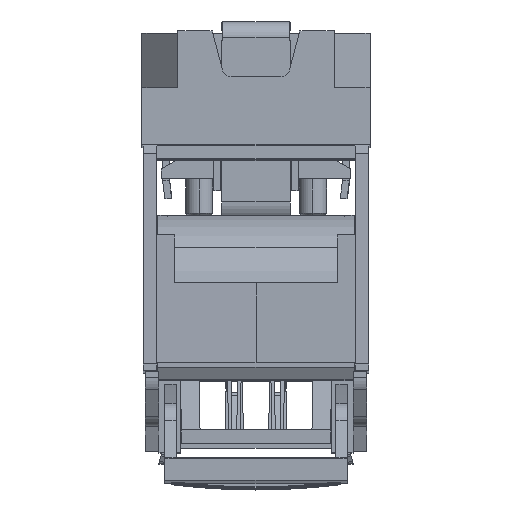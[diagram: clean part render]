
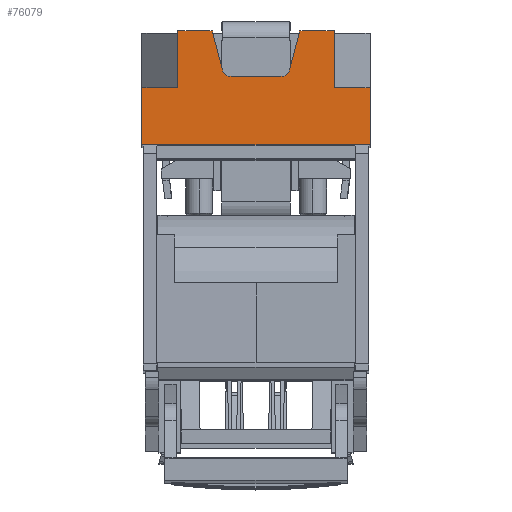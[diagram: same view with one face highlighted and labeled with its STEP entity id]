
A CAD part, top view. The second image highlights one B-rep face of the part: STEP entity #76079.
In plain terms, the highlighted planar face has unit normal (0, 0, 1).
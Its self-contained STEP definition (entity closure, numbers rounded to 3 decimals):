
#75931=AXIS2_PLACEMENT_3D('Plane Axis2P3D',#75928,#75929,#75930) ;
#75944=AXIS2_PLACEMENT_3D('Circle Axis2P3D',#75942,#75943,$) ;
#75958=AXIS2_PLACEMENT_3D('Circle Axis2P3D',#75956,#75957,$) ;
#71768=CARTESIAN_POINT('Vertex',(50.,-54.,277.5)) ;
#71771=CARTESIAN_POINT('Line Origine',(0.,-54.,277.5)) ;
#71775=CARTESIAN_POINT('Vertex',(-50.,-54.,277.5)) ;
#75889=CARTESIAN_POINT('Line Origine',(-50.,-29.,277.5)) ;
#75893=CARTESIAN_POINT('Vertex',(-50.,-29.,277.5)) ;
#75928=CARTESIAN_POINT('Axis2P3D Location',(0.,-4.,277.5)) ;
#75933=CARTESIAN_POINT('Line Origine',(16.811,-13.103,277.5)) ;
#75937=CARTESIAN_POINT('Vertex',(18.936,-5.171,277.5)) ;
#75939=CARTESIAN_POINT('Vertex',(14.685,-21.035,277.5)) ;
#75942=CARTESIAN_POINT('Axis2P3D Location',(10.822,-20.,277.5)) ;
#75946=CARTESIAN_POINT('Vertex',(10.822,-24.,277.5)) ;
#75949=CARTESIAN_POINT('Line Origine',(0.,-24.,277.5)) ;
#75953=CARTESIAN_POINT('Vertex',(-10.822,-24.,277.5)) ;
#75956=CARTESIAN_POINT('Axis2P3D Location',(-10.822,-20.,277.5)) ;
#75960=CARTESIAN_POINT('Vertex',(-14.685,-21.035,277.5)) ;
#75963=CARTESIAN_POINT('Line Origine',(-16.811,-13.103,277.5)) ;
#75967=CARTESIAN_POINT('Vertex',(-18.936,-5.171,277.5)) ;
#75970=CARTESIAN_POINT('Line Origine',(-18.936,-4.585,277.5)) ;
#75974=CARTESIAN_POINT('Vertex',(-18.936,-4.,277.5)) ;
#75977=CARTESIAN_POINT('Line Origine',(-19.093,-4.,277.5)) ;
#75981=CARTESIAN_POINT('Vertex',(-19.25,-4.,277.5)) ;
#75984=CARTESIAN_POINT('Line Origine',(-23.375,-4.,277.5)) ;
#75988=CARTESIAN_POINT('Vertex',(-27.5,-4.,277.5)) ;
#75991=CARTESIAN_POINT('Line Origine',(-30.882,-4.,277.5)) ;
#75995=CARTESIAN_POINT('Vertex',(-34.264,-4.,277.5)) ;
#75998=CARTESIAN_POINT('Line Origine',(-34.264,-16.5,277.5)) ;
#76002=CARTESIAN_POINT('Vertex',(-34.264,-29.,277.5)) ;
#76005=CARTESIAN_POINT('Line Origine',(-42.132,-29.,277.5)) ;
#76010=CARTESIAN_POINT('Line Origine',(50.,-41.5,277.5)) ;
#76014=CARTESIAN_POINT('Vertex',(50.,-29.,277.5)) ;
#76017=CARTESIAN_POINT('Line Origine',(42.132,-29.,277.5)) ;
#76021=CARTESIAN_POINT('Vertex',(34.264,-29.,277.5)) ;
#76024=CARTESIAN_POINT('Line Origine',(34.264,-16.5,277.5)) ;
#76028=CARTESIAN_POINT('Vertex',(34.264,-4.,277.5)) ;
#76031=CARTESIAN_POINT('Line Origine',(30.882,-4.,277.5)) ;
#76035=CARTESIAN_POINT('Vertex',(27.5,-4.,277.5)) ;
#76038=CARTESIAN_POINT('Line Origine',(23.375,-4.,277.5)) ;
#76042=CARTESIAN_POINT('Vertex',(19.25,-4.,277.5)) ;
#76045=CARTESIAN_POINT('Line Origine',(19.093,-4.,277.5)) ;
#76049=CARTESIAN_POINT('Vertex',(18.936,-4.,277.5)) ;
#76052=CARTESIAN_POINT('Line Origine',(18.936,-4.585,277.5)) ;
#71772=DIRECTION('Vector Direction',(1.,0.,0.)) ;
#75890=DIRECTION('Vector Direction',(0.,-1.,0.)) ;
#75929=DIRECTION('Axis2P3D Direction',(-0.,0.,1.)) ;
#75930=DIRECTION('Axis2P3D XDirection',(0.,-1.,0.)) ;
#75934=DIRECTION('Vector Direction',(-0.259,-0.966,0.)) ;
#75943=DIRECTION('Axis2P3D Direction',(-0.,0.,1.)) ;
#75950=DIRECTION('Vector Direction',(-1.,0.,0.)) ;
#75957=DIRECTION('Axis2P3D Direction',(-0.,0.,1.)) ;
#75964=DIRECTION('Vector Direction',(-0.259,0.966,0.)) ;
#75971=DIRECTION('Vector Direction',(0.,-1.,0.)) ;
#75978=DIRECTION('Vector Direction',(1.,0.,0.)) ;
#75985=DIRECTION('Vector Direction',(-1.,0.,0.)) ;
#75992=DIRECTION('Vector Direction',(1.,0.,0.)) ;
#75999=DIRECTION('Vector Direction',(0.,-1.,0.)) ;
#76006=DIRECTION('Vector Direction',(-1.,0.,0.)) ;
#76011=DIRECTION('Vector Direction',(0.,1.,0.)) ;
#76018=DIRECTION('Vector Direction',(-1.,0.,0.)) ;
#76025=DIRECTION('Vector Direction',(0.,-1.,0.)) ;
#76032=DIRECTION('Vector Direction',(1.,0.,0.)) ;
#76039=DIRECTION('Vector Direction',(-1.,0.,0.)) ;
#76046=DIRECTION('Vector Direction',(1.,0.,0.)) ;
#76053=DIRECTION('Vector Direction',(0.,-1.,0.)) ;
#71773=VECTOR('Line Direction',#71772,1.) ;
#75891=VECTOR('Line Direction',#75890,1.) ;
#75935=VECTOR('Line Direction',#75934,1.) ;
#75951=VECTOR('Line Direction',#75950,1.) ;
#75965=VECTOR('Line Direction',#75964,1.) ;
#75972=VECTOR('Line Direction',#75971,1.) ;
#75979=VECTOR('Line Direction',#75978,1.) ;
#75986=VECTOR('Line Direction',#75985,1.) ;
#75993=VECTOR('Line Direction',#75992,1.) ;
#76000=VECTOR('Line Direction',#75999,1.) ;
#76007=VECTOR('Line Direction',#76006,1.) ;
#76012=VECTOR('Line Direction',#76011,1.) ;
#76019=VECTOR('Line Direction',#76018,1.) ;
#76026=VECTOR('Line Direction',#76025,1.) ;
#76033=VECTOR('Line Direction',#76032,1.) ;
#76040=VECTOR('Line Direction',#76039,1.) ;
#76047=VECTOR('Line Direction',#76046,1.) ;
#76054=VECTOR('Line Direction',#76053,1.) ;
#76058=ORIENTED_EDGE('',*,*,#75941,.T.) ;
#76059=ORIENTED_EDGE('',*,*,#75948,.T.) ;
#76060=ORIENTED_EDGE('',*,*,#75955,.T.) ;
#76061=ORIENTED_EDGE('',*,*,#75962,.T.) ;
#76062=ORIENTED_EDGE('',*,*,#75969,.T.) ;
#76063=ORIENTED_EDGE('',*,*,#75976,.F.) ;
#76064=ORIENTED_EDGE('',*,*,#75983,.F.) ;
#76065=ORIENTED_EDGE('',*,*,#75990,.T.) ;
#76066=ORIENTED_EDGE('',*,*,#75997,.F.) ;
#76067=ORIENTED_EDGE('',*,*,#76004,.T.) ;
#76068=ORIENTED_EDGE('',*,*,#76009,.T.) ;
#76069=ORIENTED_EDGE('',*,*,#75895,.T.) ;
#76070=ORIENTED_EDGE('',*,*,#71777,.T.) ;
#76071=ORIENTED_EDGE('',*,*,#76016,.T.) ;
#76072=ORIENTED_EDGE('',*,*,#76023,.T.) ;
#76073=ORIENTED_EDGE('',*,*,#76030,.F.) ;
#76074=ORIENTED_EDGE('',*,*,#76037,.F.) ;
#76075=ORIENTED_EDGE('',*,*,#76044,.T.) ;
#76076=ORIENTED_EDGE('',*,*,#76051,.F.) ;
#76077=ORIENTED_EDGE('',*,*,#76056,.T.) ;
#76079=ADVANCED_FACE('804189_L01_NH-Leistenunterteil Gr.12 L2/SL12/9/KM2G-F',(#76078),#75932,.T.) ;
#75945=CIRCLE('generated circle',#75944,4.) ;
#75959=CIRCLE('generated circle',#75958,4.) ;
#71777=EDGE_CURVE('',#71776,#71769,#71774,.T.) ;
#75895=EDGE_CURVE('',#75894,#71776,#75892,.T.) ;
#75941=EDGE_CURVE('',#75938,#75940,#75936,.T.) ;
#75948=EDGE_CURVE('',#75940,#75947,#75945,.F.) ;
#75955=EDGE_CURVE('',#75947,#75954,#75952,.T.) ;
#75962=EDGE_CURVE('',#75954,#75961,#75959,.F.) ;
#75969=EDGE_CURVE('',#75961,#75968,#75966,.T.) ;
#75976=EDGE_CURVE('',#75975,#75968,#75973,.T.) ;
#75983=EDGE_CURVE('',#75982,#75975,#75980,.T.) ;
#75990=EDGE_CURVE('',#75982,#75989,#75987,.T.) ;
#75997=EDGE_CURVE('',#75996,#75989,#75994,.T.) ;
#76004=EDGE_CURVE('',#75996,#76003,#76001,.T.) ;
#76009=EDGE_CURVE('',#76003,#75894,#76008,.T.) ;
#76016=EDGE_CURVE('',#71769,#76015,#76013,.T.) ;
#76023=EDGE_CURVE('',#76015,#76022,#76020,.T.) ;
#76030=EDGE_CURVE('',#76029,#76022,#76027,.T.) ;
#76037=EDGE_CURVE('',#76036,#76029,#76034,.T.) ;
#76044=EDGE_CURVE('',#76036,#76043,#76041,.T.) ;
#76051=EDGE_CURVE('',#76050,#76043,#76048,.T.) ;
#76056=EDGE_CURVE('',#76050,#75938,#76055,.T.) ;
#76057=EDGE_LOOP('',(#76058,#76059,#76060,#76061,#76062,#76063,#76064,#76065,#76066,#76067,#76068,#76069,#76070,#76071,#76072,#76073,#76074,#76075,#76076,#76077)) ;
#76078=FACE_OUTER_BOUND('',#76057,.T.) ;
#71774=LINE('Line',#71771,#71773) ;
#75892=LINE('Line',#75889,#75891) ;
#75936=LINE('Line',#75933,#75935) ;
#75952=LINE('Line',#75949,#75951) ;
#75966=LINE('Line',#75963,#75965) ;
#75973=LINE('Line',#75970,#75972) ;
#75980=LINE('Line',#75977,#75979) ;
#75987=LINE('Line',#75984,#75986) ;
#75994=LINE('Line',#75991,#75993) ;
#76001=LINE('Line',#75998,#76000) ;
#76008=LINE('Line',#76005,#76007) ;
#76013=LINE('Line',#76010,#76012) ;
#76020=LINE('Line',#76017,#76019) ;
#76027=LINE('Line',#76024,#76026) ;
#76034=LINE('Line',#76031,#76033) ;
#76041=LINE('Line',#76038,#76040) ;
#76048=LINE('Line',#76045,#76047) ;
#76055=LINE('Line',#76052,#76054) ;
#75932=PLANE('Plane',#75931) ;
#71769=VERTEX_POINT('',#71768) ;
#71776=VERTEX_POINT('',#71775) ;
#75894=VERTEX_POINT('',#75893) ;
#75938=VERTEX_POINT('',#75937) ;
#75940=VERTEX_POINT('',#75939) ;
#75947=VERTEX_POINT('',#75946) ;
#75954=VERTEX_POINT('',#75953) ;
#75961=VERTEX_POINT('',#75960) ;
#75968=VERTEX_POINT('',#75967) ;
#75975=VERTEX_POINT('',#75974) ;
#75982=VERTEX_POINT('',#75981) ;
#75989=VERTEX_POINT('',#75988) ;
#75996=VERTEX_POINT('',#75995) ;
#76003=VERTEX_POINT('',#76002) ;
#76015=VERTEX_POINT('',#76014) ;
#76022=VERTEX_POINT('',#76021) ;
#76029=VERTEX_POINT('',#76028) ;
#76036=VERTEX_POINT('',#76035) ;
#76043=VERTEX_POINT('',#76042) ;
#76050=VERTEX_POINT('',#76049) ;
